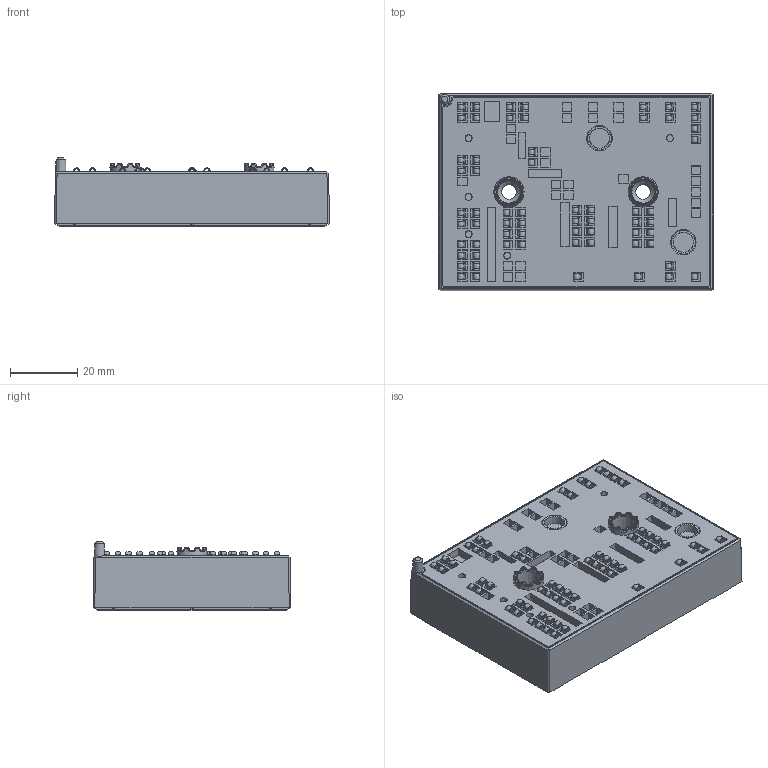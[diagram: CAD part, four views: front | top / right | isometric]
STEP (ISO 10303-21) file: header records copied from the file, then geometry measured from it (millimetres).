
FILE_DESCRIPTION(/* description */ ('Unknown'),/* implementation_level */ '2;1');
FILE_NAME(/* name */ 'MiniSkiiP3-K480(630)-01-OL',/* time_stamp */ '2017-01-14T14:48:58+01:00',/* author */ ('Unknown'),/* organization */ ('Unknown'),/* preprocessor_version */ 'ST-DEVELOPER v16',/* originating_system */ 'DEX',/* authorisation */ $);
FILE_SCHEMA (('AUTOMOTIVE_DESIGN {1 0 10303 214 3 1 1}'));
Products named in the file (1): MiniSkiiP3-K480-01-OL
Bounding box: 81.99 x 58.99 x 20.29 mm (x, y, z)
Volume: 74658.3 mm3; surface area: 20697.4 mm2
Topology: 1 solids, 4 shells, 2382 faces, 6467 edges, 3768 vertices
Faces by surface type: plane 1410, bspline 680, cylinder 174, torus 101, cone 17
Full cylindrical faces by diameter (mm): 3 x2, 5 x3, 5.5 x2, 6.2 x2, 6.8 x2, 7.5 x2
Entity records: 98169 total; most frequent: CARTESIAN_POINT 29995, ORIENTED_EDGE 11810, DIRECTION 8380, EDGE_CURVE 5905, VERTEX_POINT 3744, LINE 3636, VECTOR 3636, EDGE_LOOP 2599
